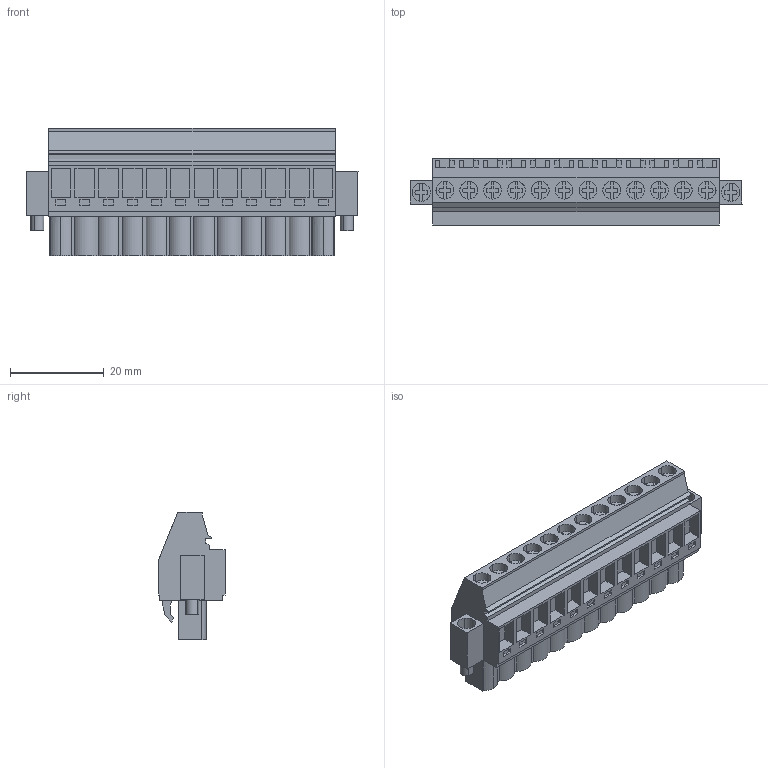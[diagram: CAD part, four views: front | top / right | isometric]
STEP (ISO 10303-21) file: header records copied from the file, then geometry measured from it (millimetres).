
FILE_DESCRIPTION(('CATIA V5 STEP','CAx-IF Rec.Pracs.--- Model Styling and Organization---1.2---2011-12-15'),'2;1');
FILE_NAME ('D1460168_0_1950410000_1950410000.stp','2017-09-09T10:09:55+00:00',('none'),('Weidmueller'),'CATIA Version 5-6 Release 2014','CATIA V5 STEP AP214','none');
FILE_SCHEMA(('AUTOMOTIVE_DESIGN { 1 0 10303 214 1 1 1 1 }'));
Length unit declared in the file: millimetre
Products named in the file (1): 1950410000
Bounding box: 70.76 x 14.1 x 27.1 mm (x, y, z)
Volume: 14254 mm3; surface area: 8909.1 mm2
Topology: 15 solids, 15 shells, 844 faces, 2346 edges, 1587 vertices
Faces by surface type: plane 714, cylinder 126, extrusion 4
Entity records: 25514 total; most frequent: CARTESIAN_POINT 4944, ORIENTED_EDGE 4692, DIRECTION 3432, EDGE_CURVE 2346, VECTOR 2034, LINE 2030, VERTEX_POINT 1587, EDGE_LOOP 905
